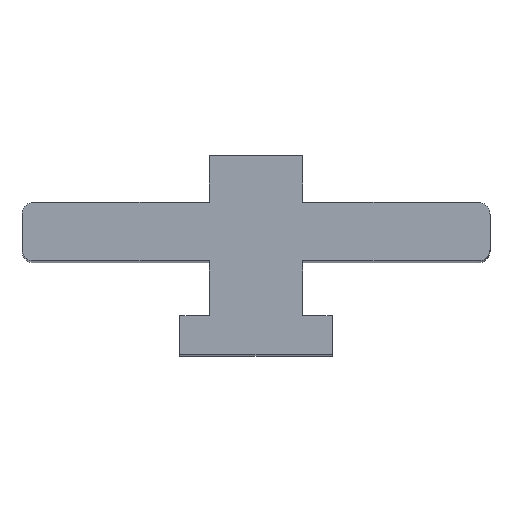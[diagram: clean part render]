
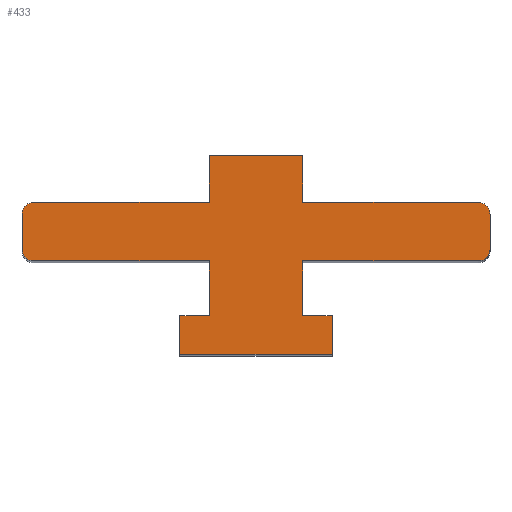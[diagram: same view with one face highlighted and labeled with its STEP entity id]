
A CAD part, top view. The second image highlights one B-rep face of the part: STEP entity #433.
In plain terms, the highlighted planar face has unit normal (0, 0, 1).
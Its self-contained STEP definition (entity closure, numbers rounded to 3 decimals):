
#16=CIRCLE('',#441,1.);
#18=CIRCLE('',#445,1.);
#20=CIRCLE('',#457,1.);
#22=CIRCLE('',#461,1.);
#47=FACE_OUTER_BOUND('',#69,.T.);
#69=EDGE_LOOP('',(#355,#356,#357,#358,#359,#360,#361,#362,#363,#364,#365,
#366,#367,#368,#369,#370,#371,#372,#373,#374));
#73=LINE('',#589,#125);
#76=LINE('',#595,#128);
#80=LINE('',#607,#132);
#84=LINE('',#619,#136);
#87=LINE('',#625,#139);
#90=LINE('',#631,#142);
#93=LINE('',#637,#145);
#96=LINE('',#643,#148);
#99=LINE('',#649,#151);
#102=LINE('',#655,#154);
#105=LINE('',#661,#157);
#108=LINE('',#667,#160);
#112=LINE('',#679,#164);
#116=LINE('',#691,#168);
#119=LINE('',#697,#171);
#122=LINE('',#701,#174);
#125=VECTOR('',#473,4.);
#128=VECTOR('',#478,15.);
#132=VECTOR('',#490,3.);
#136=VECTOR('',#502,15.);
#139=VECTOR('',#507,4.7);
#142=VECTOR('',#512,2.5);
#145=VECTOR('',#517,3.3);
#148=VECTOR('',#522,13.);
#151=VECTOR('',#527,3.3);
#154=VECTOR('',#532,2.5);
#157=VECTOR('',#537,4.7);
#160=VECTOR('',#542,15.);
#164=VECTOR('',#554,3.);
#168=VECTOR('',#566,15.);
#171=VECTOR('',#571,4.);
#174=VECTOR('',#576,8.);
#177=VERTEX_POINT('',#586);
#178=VERTEX_POINT('',#588);
#180=VERTEX_POINT('',#594);
#182=VERTEX_POINT('',#600);
#184=VERTEX_POINT('',#606);
#186=VERTEX_POINT('',#612);
#188=VERTEX_POINT('',#618);
#190=VERTEX_POINT('',#624);
#192=VERTEX_POINT('',#630);
#194=VERTEX_POINT('',#636);
#196=VERTEX_POINT('',#642);
#198=VERTEX_POINT('',#648);
#200=VERTEX_POINT('',#654);
#202=VERTEX_POINT('',#660);
#204=VERTEX_POINT('',#666);
#206=VERTEX_POINT('',#672);
#208=VERTEX_POINT('',#678);
#210=VERTEX_POINT('',#684);
#212=VERTEX_POINT('',#690);
#214=VERTEX_POINT('',#696);
#217=EDGE_CURVE('',#178,#177,#73,.T.);
#220=EDGE_CURVE('',#180,#178,#76,.T.);
#223=EDGE_CURVE('',#182,#180,#16,.T.);
#226=EDGE_CURVE('',#184,#182,#80,.T.);
#229=EDGE_CURVE('',#186,#184,#18,.T.);
#232=EDGE_CURVE('',#188,#186,#84,.T.);
#235=EDGE_CURVE('',#190,#188,#87,.T.);
#238=EDGE_CURVE('',#192,#190,#90,.T.);
#241=EDGE_CURVE('',#194,#192,#93,.T.);
#244=EDGE_CURVE('',#196,#194,#96,.T.);
#247=EDGE_CURVE('',#198,#196,#99,.T.);
#250=EDGE_CURVE('',#200,#198,#102,.T.);
#253=EDGE_CURVE('',#202,#200,#105,.T.);
#256=EDGE_CURVE('',#204,#202,#108,.T.);
#259=EDGE_CURVE('',#206,#204,#20,.T.);
#262=EDGE_CURVE('',#208,#206,#112,.T.);
#265=EDGE_CURVE('',#210,#208,#22,.T.);
#268=EDGE_CURVE('',#212,#210,#116,.T.);
#271=EDGE_CURVE('',#214,#212,#119,.T.);
#274=EDGE_CURVE('',#177,#214,#122,.T.);
#355=ORIENTED_EDGE('',*,*,#274,.T.);
#356=ORIENTED_EDGE('',*,*,#271,.T.);
#357=ORIENTED_EDGE('',*,*,#268,.T.);
#358=ORIENTED_EDGE('',*,*,#265,.T.);
#359=ORIENTED_EDGE('',*,*,#262,.T.);
#360=ORIENTED_EDGE('',*,*,#259,.T.);
#361=ORIENTED_EDGE('',*,*,#256,.T.);
#362=ORIENTED_EDGE('',*,*,#253,.T.);
#363=ORIENTED_EDGE('',*,*,#250,.T.);
#364=ORIENTED_EDGE('',*,*,#247,.T.);
#365=ORIENTED_EDGE('',*,*,#244,.T.);
#366=ORIENTED_EDGE('',*,*,#241,.T.);
#367=ORIENTED_EDGE('',*,*,#238,.T.);
#368=ORIENTED_EDGE('',*,*,#235,.T.);
#369=ORIENTED_EDGE('',*,*,#232,.T.);
#370=ORIENTED_EDGE('',*,*,#229,.T.);
#371=ORIENTED_EDGE('',*,*,#226,.T.);
#372=ORIENTED_EDGE('',*,*,#223,.T.);
#373=ORIENTED_EDGE('',*,*,#220,.T.);
#374=ORIENTED_EDGE('',*,*,#217,.T.);
#411=PLANE('',#465);
#433=ADVANCED_FACE('',(#47),#411,.T.);
#441=AXIS2_PLACEMENT_3D('',#601,#484,#485);
#445=AXIS2_PLACEMENT_3D('',#613,#496,#497);
#457=AXIS2_PLACEMENT_3D('',#673,#548,#549);
#461=AXIS2_PLACEMENT_3D('',#685,#560,#561);
#465=AXIS2_PLACEMENT_3D('',#702,#577,#578);
#473=DIRECTION('',(0.,1.,0.));
#478=DIRECTION('',(-1.,0.,0.));
#484=DIRECTION('center_axis',(0.,0.,1.));
#485=DIRECTION('ref_axis',(1.,0.,0.));
#490=DIRECTION('',(0.,1.,0.));
#496=DIRECTION('center_axis',(0.,0.,1.));
#497=DIRECTION('ref_axis',(0.,-1.,0.));
#502=DIRECTION('',(1.,0.,0.));
#507=DIRECTION('',(0.,1.,0.));
#512=DIRECTION('',(-1.,0.,0.));
#517=DIRECTION('',(0.,1.,0.));
#522=DIRECTION('',(1.,0.,0.));
#527=DIRECTION('',(0.,-1.,0.));
#532=DIRECTION('',(-1.,0.,0.));
#537=DIRECTION('',(0.,-1.,0.));
#542=DIRECTION('',(1.,0.,0.));
#548=DIRECTION('center_axis',(0.,0.,1.));
#549=DIRECTION('ref_axis',(-1.,0.,0.));
#554=DIRECTION('',(0.,-1.,0.));
#560=DIRECTION('center_axis',(0.,0.,1.));
#561=DIRECTION('ref_axis',(0.,1.,0.));
#566=DIRECTION('',(-1.,0.,0.));
#571=DIRECTION('',(0.,-1.,0.));
#576=DIRECTION('',(-1.,0.,0.));
#577=DIRECTION('center_axis',(0.,0.,1.));
#578=DIRECTION('ref_axis',(1.,0.,0.));
#586=CARTESIAN_POINT('',(4.,11.35,100.));
#588=CARTESIAN_POINT('',(4.,7.35,100.));
#589=CARTESIAN_POINT('',(4.,7.35,100.));
#594=CARTESIAN_POINT('',(19.,7.35,100.));
#595=CARTESIAN_POINT('',(19.,7.35,100.));
#600=CARTESIAN_POINT('',(20.,6.35,100.));
#601=CARTESIAN_POINT('Origin',(19.,6.35,100.));
#606=CARTESIAN_POINT('',(20.,3.35,100.));
#607=CARTESIAN_POINT('',(20.,3.35,100.));
#612=CARTESIAN_POINT('',(19.,2.35,100.));
#613=CARTESIAN_POINT('Origin',(19.,3.35,100.));
#618=CARTESIAN_POINT('',(4.,2.35,100.));
#619=CARTESIAN_POINT('',(4.,2.35,100.));
#624=CARTESIAN_POINT('',(4.,-2.35,100.));
#625=CARTESIAN_POINT('',(4.,-2.35,100.));
#630=CARTESIAN_POINT('',(6.5,-2.35,100.));
#631=CARTESIAN_POINT('',(6.5,-2.35,100.));
#636=CARTESIAN_POINT('',(6.5,-5.65,100.));
#637=CARTESIAN_POINT('',(6.5,-5.65,100.));
#642=CARTESIAN_POINT('',(-6.5,-5.65,100.));
#643=CARTESIAN_POINT('',(-6.5,-5.65,100.));
#648=CARTESIAN_POINT('',(-6.5,-2.35,100.));
#649=CARTESIAN_POINT('',(-6.5,-2.35,100.));
#654=CARTESIAN_POINT('',(-4.,-2.35,100.));
#655=CARTESIAN_POINT('',(-4.,-2.35,100.));
#660=CARTESIAN_POINT('',(-4.,2.35,100.));
#661=CARTESIAN_POINT('',(-4.,2.35,100.));
#666=CARTESIAN_POINT('',(-19.,2.35,100.));
#667=CARTESIAN_POINT('',(-19.,2.35,100.));
#672=CARTESIAN_POINT('',(-20.,3.35,100.));
#673=CARTESIAN_POINT('Origin',(-19.,3.35,100.));
#678=CARTESIAN_POINT('',(-20.,6.35,100.));
#679=CARTESIAN_POINT('',(-20.,6.35,100.));
#684=CARTESIAN_POINT('',(-19.,7.35,100.));
#685=CARTESIAN_POINT('Origin',(-19.,6.35,100.));
#690=CARTESIAN_POINT('',(-4.,7.35,100.));
#691=CARTESIAN_POINT('',(-4.,7.35,100.));
#696=CARTESIAN_POINT('',(-4.,11.35,100.));
#697=CARTESIAN_POINT('',(-4.,11.35,100.));
#701=CARTESIAN_POINT('',(4.,11.35,100.));
#702=CARTESIAN_POINT('Origin',(0.,3.288,100.));
